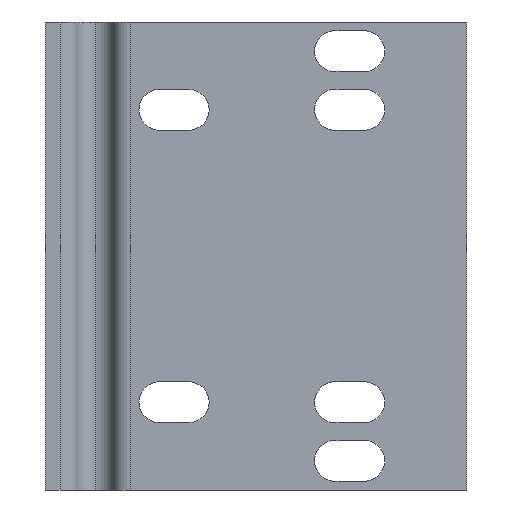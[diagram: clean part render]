
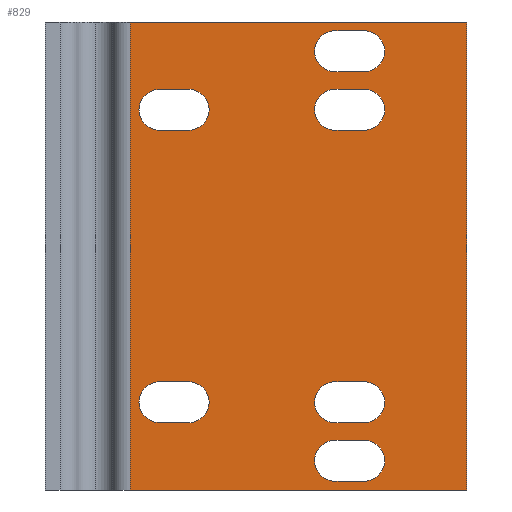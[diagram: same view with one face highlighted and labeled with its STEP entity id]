
A CAD part, left-side view. The second image highlights one B-rep face of the part: STEP entity #829.
In plain terms, the highlighted planar face has unit normal (-1, 0, 0).
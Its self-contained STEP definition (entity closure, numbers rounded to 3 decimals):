
#14=FACE_BOUND('',#111,.T.);
#15=FACE_BOUND('',#112,.T.);
#16=FACE_BOUND('',#113,.T.);
#17=FACE_BOUND('',#114,.T.);
#18=FACE_BOUND('',#115,.T.);
#19=FACE_BOUND('',#116,.T.);
#38=PLANE('',#916);
#70=FACE_OUTER_BOUND('',#110,.T.);
#110=EDGE_LOOP('',(#612,#613,#614,#615));
#111=EDGE_LOOP('',(#616,#617,#618,#619));
#112=EDGE_LOOP('',(#620,#621,#622,#623));
#113=EDGE_LOOP('',(#624,#625,#626,#627));
#114=EDGE_LOOP('',(#628,#629,#630,#631));
#115=EDGE_LOOP('',(#632,#633,#634,#635));
#116=EDGE_LOOP('',(#636,#637,#638,#639));
#142=LINE('',#1199,#216);
#145=LINE('',#1208,#219);
#150=LINE('',#1223,#224);
#153=LINE('',#1232,#227);
#158=LINE('',#1247,#232);
#161=LINE('',#1256,#235);
#166=LINE('',#1271,#240);
#169=LINE('',#1280,#243);
#174=LINE('',#1295,#248);
#177=LINE('',#1304,#251);
#182=LINE('',#1319,#256);
#185=LINE('',#1328,#259);
#186=LINE('',#1332,#260);
#187=LINE('',#1334,#261);
#188=LINE('',#1336,#262);
#189=LINE('',#1337,#263);
#216=VECTOR('',#962,10.);
#219=VECTOR('',#973,10.);
#224=VECTOR('',#986,10.);
#227=VECTOR('',#997,10.);
#232=VECTOR('',#1010,10.);
#235=VECTOR('',#1021,10.);
#240=VECTOR('',#1034,10.);
#243=VECTOR('',#1045,10.);
#248=VECTOR('',#1058,10.);
#251=VECTOR('',#1069,10.);
#256=VECTOR('',#1082,10.);
#259=VECTOR('',#1093,10.);
#260=VECTOR('',#1096,10.);
#261=VECTOR('',#1097,10.);
#262=VECTOR('',#1098,10.);
#263=VECTOR('',#1099,10.);
#287=CIRCLE('',#870,3.5);
#289=CIRCLE('',#874,3.5);
#291=CIRCLE('',#878,3.5);
#293=CIRCLE('',#882,3.5);
#295=CIRCLE('',#886,3.5);
#297=CIRCLE('',#890,3.5);
#299=CIRCLE('',#894,3.5);
#301=CIRCLE('',#898,3.5);
#303=CIRCLE('',#902,3.5);
#305=CIRCLE('',#906,3.5);
#307=CIRCLE('',#910,3.5);
#309=CIRCLE('',#914,3.5);
#328=VERTEX_POINT('',#1189);
#329=VERTEX_POINT('',#1191);
#331=VERTEX_POINT('',#1197);
#333=VERTEX_POINT('',#1203);
#336=VERTEX_POINT('',#1213);
#337=VERTEX_POINT('',#1215);
#339=VERTEX_POINT('',#1221);
#341=VERTEX_POINT('',#1227);
#344=VERTEX_POINT('',#1237);
#345=VERTEX_POINT('',#1239);
#347=VERTEX_POINT('',#1245);
#349=VERTEX_POINT('',#1251);
#352=VERTEX_POINT('',#1261);
#353=VERTEX_POINT('',#1263);
#355=VERTEX_POINT('',#1269);
#357=VERTEX_POINT('',#1275);
#360=VERTEX_POINT('',#1285);
#361=VERTEX_POINT('',#1287);
#363=VERTEX_POINT('',#1293);
#365=VERTEX_POINT('',#1299);
#368=VERTEX_POINT('',#1309);
#369=VERTEX_POINT('',#1311);
#371=VERTEX_POINT('',#1317);
#373=VERTEX_POINT('',#1323);
#374=VERTEX_POINT('',#1330);
#375=VERTEX_POINT('',#1331);
#376=VERTEX_POINT('',#1333);
#377=VERTEX_POINT('',#1335);
#404=EDGE_CURVE('',#329,#328,#287,.T.);
#408=EDGE_CURVE('',#328,#331,#142,.T.);
#411=EDGE_CURVE('',#331,#333,#289,.T.);
#413=EDGE_CURVE('',#333,#329,#145,.T.);
#416=EDGE_CURVE('',#337,#336,#291,.T.);
#420=EDGE_CURVE('',#336,#339,#150,.T.);
#423=EDGE_CURVE('',#339,#341,#293,.T.);
#425=EDGE_CURVE('',#341,#337,#153,.T.);
#428=EDGE_CURVE('',#345,#344,#295,.T.);
#432=EDGE_CURVE('',#344,#347,#158,.T.);
#435=EDGE_CURVE('',#347,#349,#297,.T.);
#437=EDGE_CURVE('',#349,#345,#161,.T.);
#440=EDGE_CURVE('',#353,#352,#299,.T.);
#444=EDGE_CURVE('',#352,#355,#166,.T.);
#447=EDGE_CURVE('',#355,#357,#301,.T.);
#449=EDGE_CURVE('',#357,#353,#169,.T.);
#452=EDGE_CURVE('',#361,#360,#303,.T.);
#456=EDGE_CURVE('',#360,#363,#174,.T.);
#459=EDGE_CURVE('',#363,#365,#305,.T.);
#461=EDGE_CURVE('',#365,#361,#177,.T.);
#464=EDGE_CURVE('',#369,#368,#307,.T.);
#468=EDGE_CURVE('',#368,#371,#182,.T.);
#471=EDGE_CURVE('',#371,#373,#309,.T.);
#473=EDGE_CURVE('',#373,#369,#185,.T.);
#474=EDGE_CURVE('',#374,#375,#186,.T.);
#475=EDGE_CURVE('',#374,#376,#187,.T.);
#476=EDGE_CURVE('',#377,#376,#188,.T.);
#477=EDGE_CURVE('',#375,#377,#189,.T.);
#612=ORIENTED_EDGE('',*,*,#474,.F.);
#613=ORIENTED_EDGE('',*,*,#475,.T.);
#614=ORIENTED_EDGE('',*,*,#476,.F.);
#615=ORIENTED_EDGE('',*,*,#477,.F.);
#616=ORIENTED_EDGE('',*,*,#404,.T.);
#617=ORIENTED_EDGE('',*,*,#408,.T.);
#618=ORIENTED_EDGE('',*,*,#411,.T.);
#619=ORIENTED_EDGE('',*,*,#413,.T.);
#620=ORIENTED_EDGE('',*,*,#416,.T.);
#621=ORIENTED_EDGE('',*,*,#420,.T.);
#622=ORIENTED_EDGE('',*,*,#423,.T.);
#623=ORIENTED_EDGE('',*,*,#425,.T.);
#624=ORIENTED_EDGE('',*,*,#428,.T.);
#625=ORIENTED_EDGE('',*,*,#432,.T.);
#626=ORIENTED_EDGE('',*,*,#435,.T.);
#627=ORIENTED_EDGE('',*,*,#437,.T.);
#628=ORIENTED_EDGE('',*,*,#440,.T.);
#629=ORIENTED_EDGE('',*,*,#444,.T.);
#630=ORIENTED_EDGE('',*,*,#447,.T.);
#631=ORIENTED_EDGE('',*,*,#449,.T.);
#632=ORIENTED_EDGE('',*,*,#452,.T.);
#633=ORIENTED_EDGE('',*,*,#456,.T.);
#634=ORIENTED_EDGE('',*,*,#459,.T.);
#635=ORIENTED_EDGE('',*,*,#461,.T.);
#636=ORIENTED_EDGE('',*,*,#464,.T.);
#637=ORIENTED_EDGE('',*,*,#468,.T.);
#638=ORIENTED_EDGE('',*,*,#471,.T.);
#639=ORIENTED_EDGE('',*,*,#473,.T.);
#829=ADVANCED_FACE('',(#70,#14,#15,#16,#17,#18,#19),#38,.T.);
#870=AXIS2_PLACEMENT_3D('',#1192,#955,#956);
#874=AXIS2_PLACEMENT_3D('',#1205,#968,#969);
#878=AXIS2_PLACEMENT_3D('',#1216,#979,#980);
#882=AXIS2_PLACEMENT_3D('',#1229,#992,#993);
#886=AXIS2_PLACEMENT_3D('',#1240,#1003,#1004);
#890=AXIS2_PLACEMENT_3D('',#1253,#1016,#1017);
#894=AXIS2_PLACEMENT_3D('',#1264,#1027,#1028);
#898=AXIS2_PLACEMENT_3D('',#1277,#1040,#1041);
#902=AXIS2_PLACEMENT_3D('',#1288,#1051,#1052);
#906=AXIS2_PLACEMENT_3D('',#1301,#1064,#1065);
#910=AXIS2_PLACEMENT_3D('',#1312,#1075,#1076);
#914=AXIS2_PLACEMENT_3D('',#1325,#1088,#1089);
#916=AXIS2_PLACEMENT_3D('',#1329,#1094,#1095);
#955=DIRECTION('center_axis',(1.,0.,0.));
#956=DIRECTION('ref_axis',(0.,0.,-1.));
#962=DIRECTION('',(0.,-1.,0.));
#968=DIRECTION('center_axis',(1.,0.,0.));
#969=DIRECTION('ref_axis',(0.,0.,1.));
#973=DIRECTION('',(0.,1.,0.));
#979=DIRECTION('center_axis',(1.,0.,0.));
#980=DIRECTION('ref_axis',(0.,0.,-1.));
#986=DIRECTION('',(0.,-1.,0.));
#992=DIRECTION('center_axis',(1.,0.,0.));
#993=DIRECTION('ref_axis',(0.,0.,1.));
#997=DIRECTION('',(0.,1.,0.));
#1003=DIRECTION('center_axis',(1.,0.,0.));
#1004=DIRECTION('ref_axis',(0.,0.,1.));
#1010=DIRECTION('',(0.,1.,0.));
#1016=DIRECTION('center_axis',(1.,0.,0.));
#1017=DIRECTION('ref_axis',(0.,0.,-1.));
#1021=DIRECTION('',(0.,-1.,0.));
#1027=DIRECTION('center_axis',(1.,0.,0.));
#1028=DIRECTION('ref_axis',(0.,0.,1.));
#1034=DIRECTION('',(0.,1.,0.));
#1040=DIRECTION('center_axis',(1.,0.,0.));
#1041=DIRECTION('ref_axis',(0.,0.,-1.));
#1045=DIRECTION('',(0.,-1.,0.));
#1051=DIRECTION('center_axis',(1.,0.,0.));
#1052=DIRECTION('ref_axis',(0.,0.,-1.));
#1058=DIRECTION('',(0.,-1.,0.));
#1064=DIRECTION('center_axis',(1.,0.,0.));
#1065=DIRECTION('ref_axis',(0.,0.,1.));
#1069=DIRECTION('',(0.,1.,0.));
#1075=DIRECTION('center_axis',(1.,0.,0.));
#1076=DIRECTION('ref_axis',(0.,0.,-1.));
#1082=DIRECTION('',(0.,-1.,0.));
#1088=DIRECTION('center_axis',(1.,0.,0.));
#1089=DIRECTION('ref_axis',(0.,0.,1.));
#1093=DIRECTION('',(0.,1.,0.));
#1094=DIRECTION('center_axis',(-1.,0.,0.));
#1095=DIRECTION('ref_axis',(0.,1.,0.));
#1096=DIRECTION('',(0.,-1.,0.));
#1097=DIRECTION('',(0.,0.,-1.));
#1098=DIRECTION('',(0.,1.,0.));
#1099=DIRECTION('',(0.,0.,-1.));
#1189=CARTESIAN_POINT('',(0.,22.5,-71.5));
#1191=CARTESIAN_POINT('',(0.,22.5,-78.5));
#1192=CARTESIAN_POINT('Origin',(0.,22.5,-75.));
#1197=CARTESIAN_POINT('',(0.,17.5,-71.5));
#1199=CARTESIAN_POINT('',(0.,8.75,-71.5));
#1203=CARTESIAN_POINT('',(0.,17.5,-78.5));
#1205=CARTESIAN_POINT('Origin',(0.,17.5,-75.));
#1208=CARTESIAN_POINT('',(0.,11.25,-78.5));
#1213=CARTESIAN_POINT('',(0.,22.5,-1.5));
#1215=CARTESIAN_POINT('',(0.,22.5,-8.5));
#1216=CARTESIAN_POINT('Origin',(0.,22.5,-5.));
#1221=CARTESIAN_POINT('',(0.,17.5,-1.5));
#1223=CARTESIAN_POINT('',(0.,8.75,-1.5));
#1227=CARTESIAN_POINT('',(0.,17.5,-8.5));
#1229=CARTESIAN_POINT('Origin',(0.,17.5,-5.));
#1232=CARTESIAN_POINT('',(0.,11.25,-8.5));
#1237=CARTESIAN_POINT('',(0.,47.5,-18.5));
#1239=CARTESIAN_POINT('',(0.,47.5,-11.5));
#1240=CARTESIAN_POINT('Origin',(0.,47.5,-15.));
#1245=CARTESIAN_POINT('',(0.,52.5,-18.5));
#1247=CARTESIAN_POINT('',(0.,26.25,-18.5));
#1251=CARTESIAN_POINT('',(0.,52.5,-11.5));
#1253=CARTESIAN_POINT('Origin',(0.,52.5,-15.));
#1256=CARTESIAN_POINT('',(0.,23.75,-11.5));
#1261=CARTESIAN_POINT('',(0.,47.5,-68.5));
#1263=CARTESIAN_POINT('',(0.,47.5,-61.5));
#1264=CARTESIAN_POINT('Origin',(0.,47.5,-65.));
#1269=CARTESIAN_POINT('',(0.,52.5,-68.5));
#1271=CARTESIAN_POINT('',(0.,26.25,-68.5));
#1275=CARTESIAN_POINT('',(0.,52.5,-61.5));
#1277=CARTESIAN_POINT('Origin',(0.,52.5,-65.));
#1280=CARTESIAN_POINT('',(0.,23.75,-61.5));
#1285=CARTESIAN_POINT('',(0.,22.5,-11.5));
#1287=CARTESIAN_POINT('',(0.,22.5,-18.5));
#1288=CARTESIAN_POINT('Origin',(0.,22.5,-15.));
#1293=CARTESIAN_POINT('',(0.,17.5,-11.5));
#1295=CARTESIAN_POINT('',(0.,8.75,-11.5));
#1299=CARTESIAN_POINT('',(0.,17.5,-18.5));
#1301=CARTESIAN_POINT('Origin',(0.,17.5,-15.));
#1304=CARTESIAN_POINT('',(0.,11.25,-18.5));
#1309=CARTESIAN_POINT('',(0.,22.5,-61.5));
#1311=CARTESIAN_POINT('',(0.,22.5,-68.5));
#1312=CARTESIAN_POINT('Origin',(0.,22.5,-65.));
#1317=CARTESIAN_POINT('',(0.,17.5,-61.5));
#1319=CARTESIAN_POINT('',(0.,8.75,-61.5));
#1323=CARTESIAN_POINT('',(0.,17.5,-68.5));
#1325=CARTESIAN_POINT('Origin',(0.,17.5,-65.));
#1328=CARTESIAN_POINT('',(0.,11.25,-68.5));
#1329=CARTESIAN_POINT('Origin',(0.,0.,0.));
#1330=CARTESIAN_POINT('',(0.,57.5,0.));
#1331=CARTESIAN_POINT('',(0.,0.,0.));
#1332=CARTESIAN_POINT('',(0.,57.5,0.));
#1333=CARTESIAN_POINT('',(0.,57.5,-80.));
#1334=CARTESIAN_POINT('',(0.,57.5,0.));
#1335=CARTESIAN_POINT('',(0.,0.,-80.));
#1336=CARTESIAN_POINT('',(0.,57.5,-80.));
#1337=CARTESIAN_POINT('',(0.,0.,0.));
